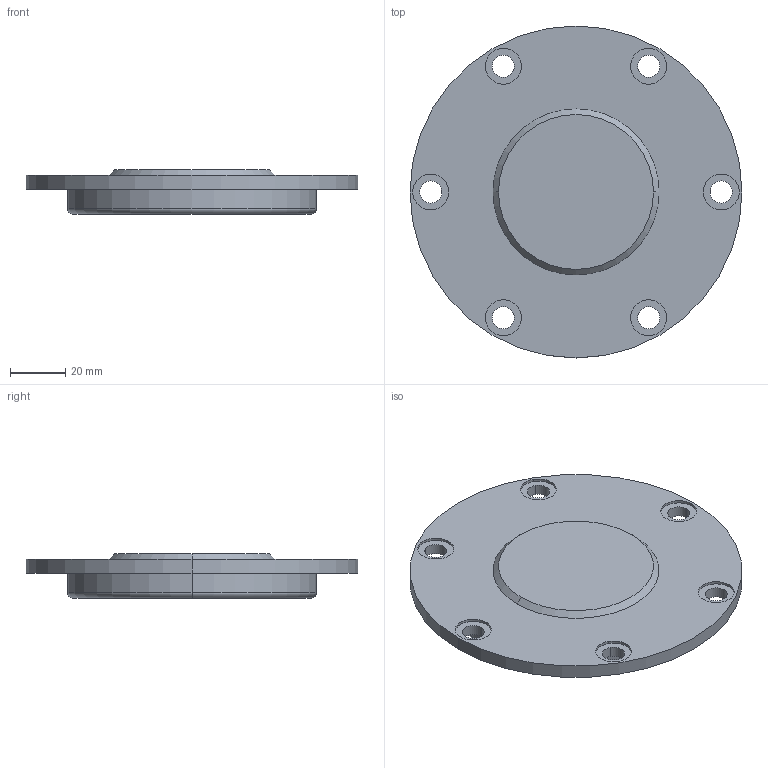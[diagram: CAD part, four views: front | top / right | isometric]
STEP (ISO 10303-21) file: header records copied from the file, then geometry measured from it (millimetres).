
FILE_DESCRIPTION((''),'2;1');
FILE_NAME('_20001','2022-11-17T11:48:56',('-'),('IRISOFT'),'CREO PARAMETRIC BY PTC INC, 2021304','CREO PARAMETRIC BY PTC INC, 2021304','');
FILE_SCHEMA(('AUTOMOTIVE_DESIGN { 1 0 10303 214 1 1 1 1 }'));
Length unit declared in the file: millimetre
Products named in the file (1): _20001
Bounding box: 120 x 120 x 16 mm (x, y, z)
Volume: 80199 mm3; surface area: 28848 mm2
Topology: 1 solids, 1 shells, 49 faces, 108 edges, 70 vertices
Faces by surface type: cylinder 30, plane 11, torus 6, cone 2
Entity records: 1645 total; most frequent: DIRECTION 324, CARTESIAN_POINT 256, ORIENTED_EDGE 216, AXIS2_PLACEMENT_3D 141, EDGE_CURVE 108, CIRCLE 76, VERTEX_POINT 70, EDGE_LOOP 70
